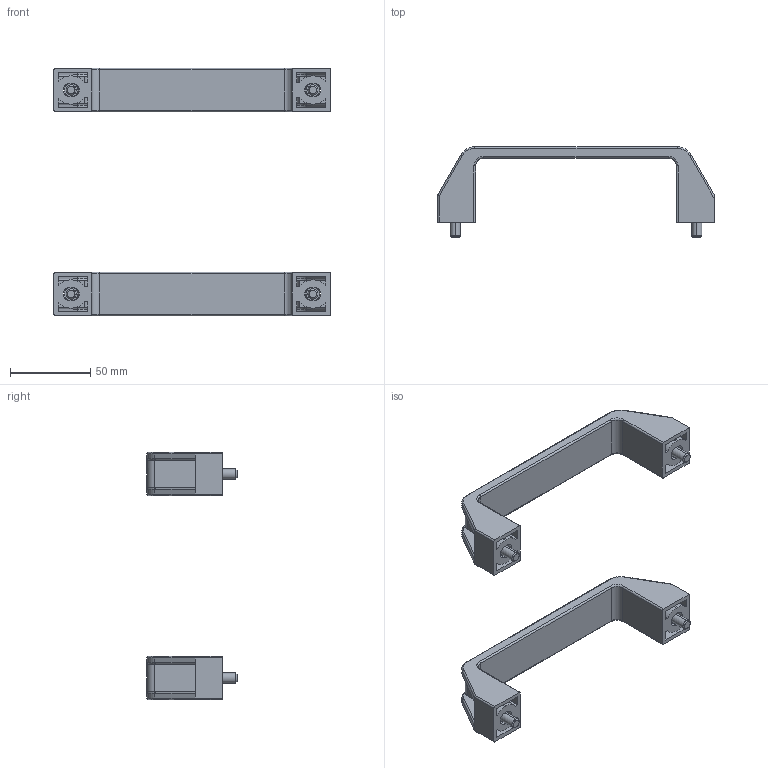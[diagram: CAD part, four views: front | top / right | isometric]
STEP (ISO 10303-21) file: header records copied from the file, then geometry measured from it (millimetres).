
FILE_DESCRIPTION (( 'STEP AP214' ), '1' );
FILE_NAME ('16225-E0W.step', '2007-11-13T12:58:25', ( ' ' ), ( ' ' ), 'SwSTEP 2.0', 'SolidWorks 2007', '' );
FILE_SCHEMA (( 'AUTOMOTIVE_DESIGN' ));
Length unit declared in the file: millimetre
Products named in the file (1): 16225-E0W
Bounding box: 172 x 56.15 x 154 mm (x, y, z)
Surface area: 47742.4 mm2 (no closed solid volume)
Topology: 0 solids, 10 shells, 290 faces, 782 edges, 492 vertices
Faces by surface type: plane 134, cylinder 108, torus 24, cone 24
Entity records: 12133 total; most frequent: CARTESIAN_POINT 1709, DIRECTION 1568, ORIENTED_EDGE 1384, EDGE_CURVE 774, AXIS2_PLACEMENT_3D 535, VECTOR 498, LINE 498, VERTEX_POINT 492
